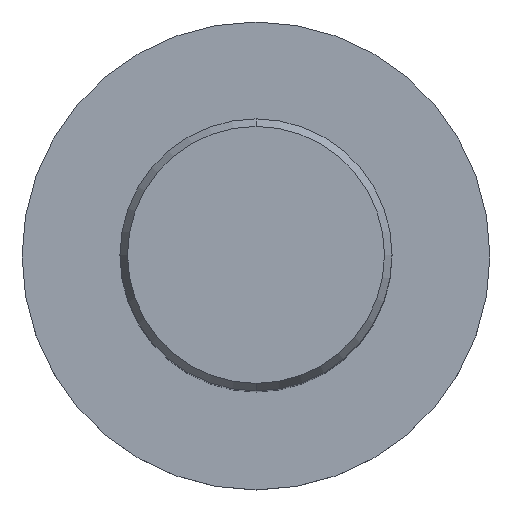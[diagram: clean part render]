
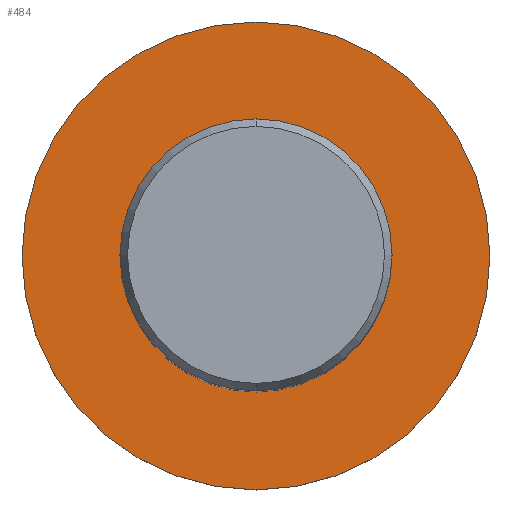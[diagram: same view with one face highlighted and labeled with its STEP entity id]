
A CAD part, top view. The second image highlights one B-rep face of the part: STEP entity #484.
In plain terms, the highlighted planar face has unit normal (0, 0, 1).
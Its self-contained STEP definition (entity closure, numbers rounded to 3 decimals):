
#262=EDGE_CURVE('',#336,#326,#601,.T.);
#266=EDGE_CURVE('',#428,#300,#606,.T.);
#300=VERTEX_POINT('',#644);
#326=VERTEX_POINT('',#671);
#336=VERTEX_POINT('',#681);
#360=EDGE_CURVE('',#300,#428,#707,.T.);
#428=VERTEX_POINT('',#782);
#450=EDGE_CURVE('',#326,#336,#806,.T.);
#484=ADVANCED_FACE('',(#844,#845),#846,.T.);
#601=CIRCLE('',#1060,12.5);
#606=CIRCLE('',#1066,21.5);
#644=CARTESIAN_POINT('',(0.,-21.5,-56.0));
#671=CARTESIAN_POINT('',(0.,-12.5,-56.0));
#681=CARTESIAN_POINT('',(0.0,12.5,-56.0));
#707=CIRCLE('',#1213,21.5);
#782=CARTESIAN_POINT('',(0.0,21.5,-56.0));
#806=CIRCLE('',#1442,12.5);
#844=FACE_BOUND('',#1514,.T.);
#845=FACE_OUTER_BOUND('',#1515,.T.);
#846=PLANE('',#1516);
#1060=AXIS2_PLACEMENT_3D('',#1648,#1649,#1650);
#1066=AXIS2_PLACEMENT_3D('',#1659,#1660,#1661);
#1213=AXIS2_PLACEMENT_3D('',#1759,#1760,#1761);
#1442=AXIS2_PLACEMENT_3D('',#1897,#1898,#1899);
#1514=EDGE_LOOP('',(#1942,#1943));
#1515=EDGE_LOOP('',(#1944,#1945));
#1516=AXIS2_PLACEMENT_3D('',#1946,#1947,#1948);
#1648=CARTESIAN_POINT('',(0.0,0.0,-56.0));
#1649=DIRECTION('',(-0.0,0.0,-1.0));
#1650=DIRECTION('',(0.0,1.0,0.0));
#1659=CARTESIAN_POINT('',(0.0,0.0,-56.0));
#1660=DIRECTION('',(0.0,0.0,-1.0));
#1661=DIRECTION('',(0.0,1.0,0.0));
#1759=CARTESIAN_POINT('',(0.0,0.0,-56.0));
#1760=DIRECTION('',(0.0,0.0,-1.0));
#1761=DIRECTION('',(0.0,1.0,0.0));
#1897=CARTESIAN_POINT('',(0.0,0.0,-56.0));
#1898=DIRECTION('',(-0.0,0.0,-1.0));
#1899=DIRECTION('',(0.0,1.0,0.0));
#1942=ORIENTED_EDGE('',*,*,#262,.T.);
#1943=ORIENTED_EDGE('',*,*,#450,.T.);
#1944=ORIENTED_EDGE('',*,*,#266,.F.);
#1945=ORIENTED_EDGE('',*,*,#360,.F.);
#1946=CARTESIAN_POINT('',(0.0,10.75,-56.0));
#1947=DIRECTION('',(-0.0,0.0,1.0));
#1948=DIRECTION('',(0.0,-1.0,0.0));
